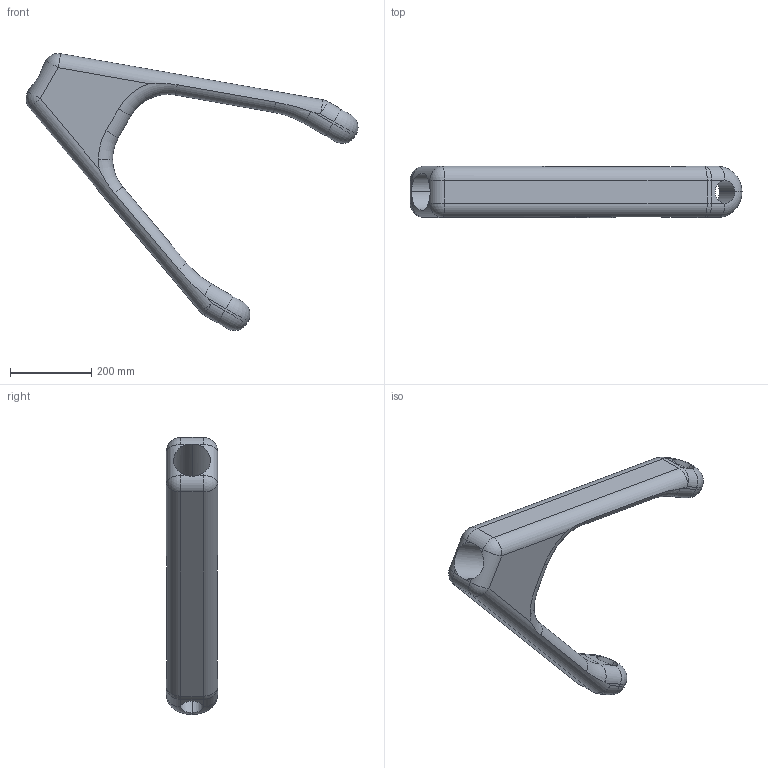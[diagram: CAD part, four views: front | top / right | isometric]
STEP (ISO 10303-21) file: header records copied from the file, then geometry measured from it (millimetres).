
FILE_DESCRIPTION (( 'STEP AP203' ), '1' );
FILE_NAME ('Canfield Lower Arm -002_Default_sldprt.STEP', '2025-01-15T04:02:31', ( '' ), ( '' ), 'SwSTEP 2.0', 'SolidWorks 2024', '' );
FILE_SCHEMA (( 'CONFIG_CONTROL_DESIGN' ));
Length unit declared in the file: millimetre
Products named in the file (1): Canfield Lower Arm -002_Default_sldprt
Bounding box: 815.43 x 126 x 680.61 mm (x, y, z)
Volume: 11665261.5 mm3; surface area: 583579.1 mm2
Topology: 1 solids, 1 shells, 84 faces, 202 edges, 108 vertices
Faces by surface type: cylinder 39, plane 20, torus 17, sphere 8
Entity records: 2612 total; most frequent: CARTESIAN_POINT 609, DIRECTION 445, ORIENTED_EDGE 388, EDGE_CURVE 194, AXIS2_PLACEMENT_3D 184, VERTEX_POINT 108, CIRCLE 99, FACE_OUTER_BOUND 84
